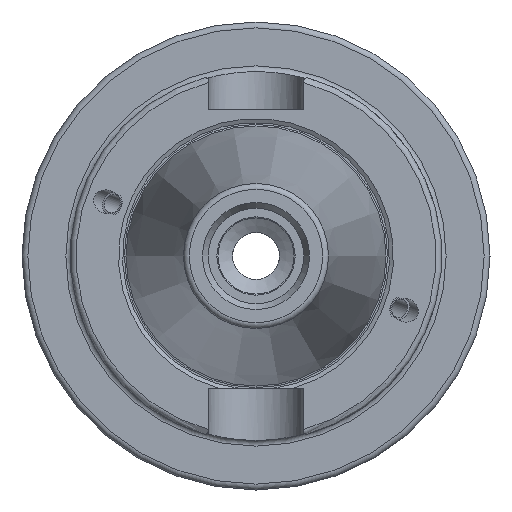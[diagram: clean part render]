
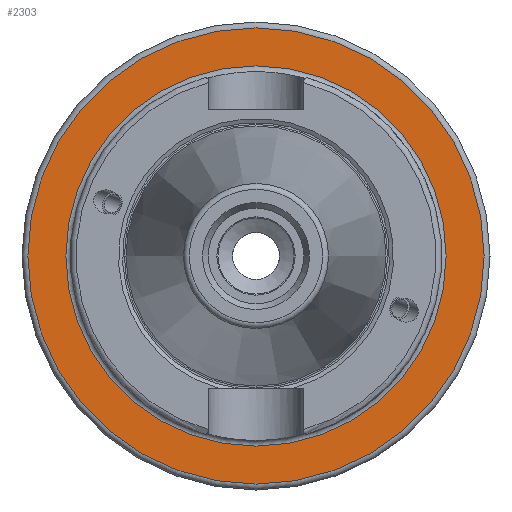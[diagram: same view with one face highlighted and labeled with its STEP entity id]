
A CAD part, left-side view. The second image highlights one B-rep face of the part: STEP entity #2303.
In plain terms, the highlighted planar face has unit normal (-1, 0, 0).
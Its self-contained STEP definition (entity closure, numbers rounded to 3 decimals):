
#51=PLANE('',#2519);
#113=FACE_BOUND('',#339,.T.);
#218=FACE_OUTER_BOUND('',#338,.T.);
#338=EDGE_LOOP('',(#1682,#1683));
#339=EDGE_LOOP('',(#1684,#1685));
#739=CIRCLE('',#2515,32.5);
#740=CIRCLE('',#2516,32.5);
#743=CIRCLE('',#2520,39.);
#744=CIRCLE('',#2521,39.);
#936=VERTEX_POINT('',#3793);
#937=VERTEX_POINT('',#3795);
#939=VERTEX_POINT('',#3802);
#940=VERTEX_POINT('',#3803);
#1224=EDGE_CURVE('',#936,#937,#739,.T.);
#1225=EDGE_CURVE('',#937,#936,#740,.T.);
#1228=EDGE_CURVE('',#939,#940,#743,.T.);
#1229=EDGE_CURVE('',#940,#939,#744,.T.);
#1682=ORIENTED_EDGE('',*,*,#1228,.F.);
#1683=ORIENTED_EDGE('',*,*,#1229,.F.);
#1684=ORIENTED_EDGE('',*,*,#1225,.F.);
#1685=ORIENTED_EDGE('',*,*,#1224,.F.);
#2303=ADVANCED_FACE('',(#218,#113),#51,.T.);
#2515=AXIS2_PLACEMENT_3D('',#3796,#2965,#2966);
#2516=AXIS2_PLACEMENT_3D('',#3797,#2967,#2968);
#2519=AXIS2_PLACEMENT_3D('',#3801,#2973,#2974);
#2520=AXIS2_PLACEMENT_3D('',#3804,#2975,#2976);
#2521=AXIS2_PLACEMENT_3D('',#3805,#2977,#2978);
#2965=DIRECTION('center_axis',(-1.,0.,0.));
#2966=DIRECTION('ref_axis',(0.,-1.,0.));
#2967=DIRECTION('center_axis',(-1.,0.,0.));
#2968=DIRECTION('ref_axis',(0.,-1.,0.));
#2973=DIRECTION('center_axis',(-1.,0.,0.));
#2974=DIRECTION('ref_axis',(0.,0.,1.));
#2975=DIRECTION('center_axis',(1.,0.,0.));
#2976=DIRECTION('ref_axis',(0.,-1.,0.));
#2977=DIRECTION('center_axis',(1.,0.,0.));
#2978=DIRECTION('ref_axis',(0.,-1.,0.));
#3793=CARTESIAN_POINT('',(38.,0.,32.5));
#3795=CARTESIAN_POINT('',(38.,32.5,0.));
#3796=CARTESIAN_POINT('Origin',(38.,0.,0.));
#3797=CARTESIAN_POINT('Origin',(38.,0.,0.));
#3801=CARTESIAN_POINT('Origin',(38.,40.,0.));
#3802=CARTESIAN_POINT('',(38.,39.,0.));
#3803=CARTESIAN_POINT('',(38.,0.,39.));
#3804=CARTESIAN_POINT('Origin',(38.,0.,0.));
#3805=CARTESIAN_POINT('Origin',(38.,0.,0.));
